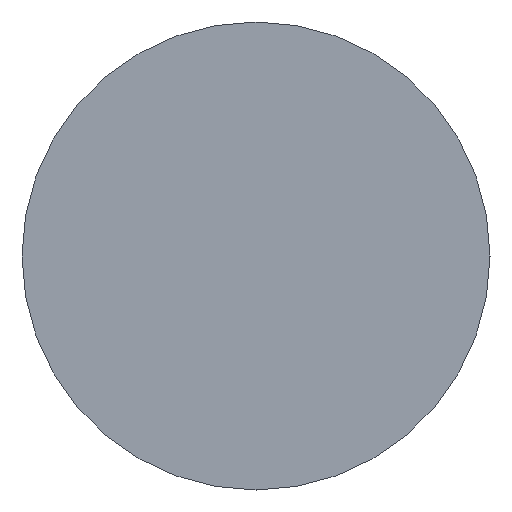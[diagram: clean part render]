
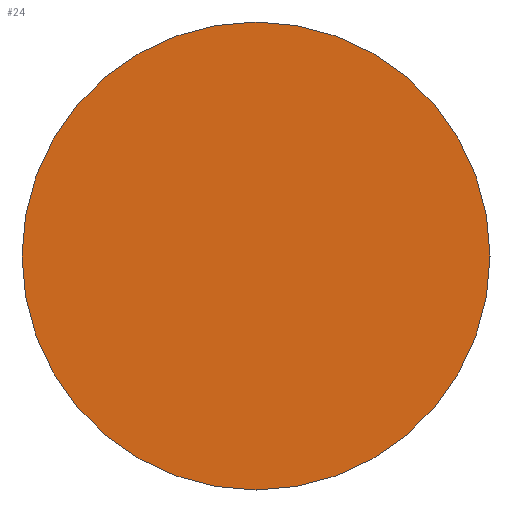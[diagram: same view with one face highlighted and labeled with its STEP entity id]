
A CAD part, front view. The second image highlights one B-rep face of the part: STEP entity #24.
In plain terms, the highlighted planar face has unit normal (0, -1, 0).
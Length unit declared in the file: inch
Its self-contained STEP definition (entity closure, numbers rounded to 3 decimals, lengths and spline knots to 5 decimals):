
#24 = ADVANCED_FACE ( 'NONE', ( #1180 ), #232, .F. ) ;
#55 = CARTESIAN_POINT ( 'NONE',  ( 0., 0., -0.1875 ) ) ;
#72 = EDGE_CURVE ( 'NONE', #1213, #1758, #531, .T. ) ;
#118 = DIRECTION ( 'NONE',  ( 0., 0., -1. ) ) ;
#186 = AXIS2_PLACEMENT_3D ( 'NONE', #1170, #1757, #1179 ) ;
#232 = PLANE ( 'NONE',  #186 ) ;
#251 = CARTESIAN_POINT ( 'NONE',  ( 0., 0., 0. ) ) ;
#277 = AXIS2_PLACEMENT_3D ( 'NONE', #589, #701, #844 ) ;
#531 = CIRCLE ( 'NONE', #818, 0.1875 ) ;
#589 = CARTESIAN_POINT ( 'NONE',  ( 0., 0., 0. ) ) ;
#700 = DIRECTION ( 'NONE',  ( 0., -1., 0. ) ) ;
#701 = DIRECTION ( 'NONE',  ( 0., -1., 0. ) ) ;
#726 = ORIENTED_EDGE ( 'NONE', *, *, #1558, .T. ) ;
#818 = AXIS2_PLACEMENT_3D ( 'NONE', #251, #700, #118 ) ;
#844 = DIRECTION ( 'NONE',  ( 0., 0., -1. ) ) ;
#995 = EDGE_LOOP ( 'NONE', ( #726, #1579 ) ) ;
#1170 = CARTESIAN_POINT ( 'NONE',  ( 0., 0., 0. ) ) ;
#1179 = DIRECTION ( 'NONE',  ( 0., 0., 1. ) ) ;
#1180 = FACE_OUTER_BOUND ( 'NONE', #995, .T. ) ;
#1213 = VERTEX_POINT ( 'NONE', #1869 ) ;
#1558 = EDGE_CURVE ( 'NONE', #1758, #1213, #1671, .T. ) ;
#1579 = ORIENTED_EDGE ( 'NONE', *, *, #72, .T. ) ;
#1671 = CIRCLE ( 'NONE', #277, 0.1875 ) ;
#1757 = DIRECTION ( 'NONE',  ( 0., 1., 0. ) ) ;
#1758 = VERTEX_POINT ( 'NONE', #55 ) ;
#1869 = CARTESIAN_POINT ( 'NONE',  ( 0., 0., 0.1875 ) ) ;
